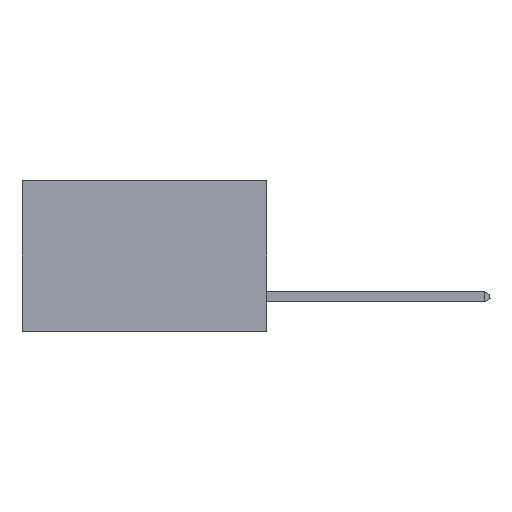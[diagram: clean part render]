
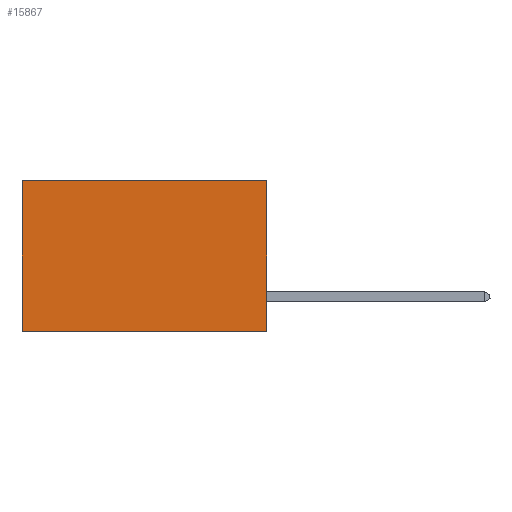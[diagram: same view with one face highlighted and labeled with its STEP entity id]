
A CAD part, left-side view. The second image highlights one B-rep face of the part: STEP entity #15867.
In plain terms, the highlighted planar face has unit normal (-1, 0, 0).
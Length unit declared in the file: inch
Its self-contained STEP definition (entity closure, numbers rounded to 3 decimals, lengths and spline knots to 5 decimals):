
#228 = VECTOR ( 'NONE', #21463, 39.37008 ) ;
#648 = DIRECTION ( 'NONE',  ( 0., 0., -1. ) ) ;
#926 = CARTESIAN_POINT ( 'NONE',  ( 0.2875, 0.6, 0. ) ) ;
#1280 = VERTEX_POINT ( 'NONE', #13285 ) ;
#1611 = EDGE_CURVE ( 'NONE', #1280, #10108, #11280, .T. ) ;
#3120 = PLANE ( 'NONE',  #23366 ) ;
#3165 = ORIENTED_EDGE ( 'NONE', *, *, #13387, .F. ) ;
#5673 = DIRECTION ( 'NONE',  ( 1., 0., 0. ) ) ;
#7094 = EDGE_CURVE ( 'NONE', #21555, #10108, #8722, .T. ) ;
#8271 = CARTESIAN_POINT ( 'NONE',  ( 0.2875, 0., 0. ) ) ;
#8722 = LINE ( 'NONE', #26896, #19527 ) ;
#9065 = CARTESIAN_POINT ( 'NONE',  ( 0.2875, 0., 0. ) ) ;
#9260 = CARTESIAN_POINT ( 'NONE',  ( 0.2875, 0., 0. ) ) ;
#9269 = LINE ( 'NONE', #30311, #22762 ) ;
#9735 = VECTOR ( 'NONE', #14423, 39.37008 ) ;
#10108 = VERTEX_POINT ( 'NONE', #12183 ) ;
#10282 = ORIENTED_EDGE ( 'NONE', *, *, #7094, .T. ) ;
#11280 = LINE ( 'NONE', #21796, #9735 ) ;
#11443 = EDGE_LOOP ( 'NONE', ( #10282, #24833, #3165, #22846 ) ) ;
#12183 = CARTESIAN_POINT ( 'NONE',  ( 0.2875, 0.6, -0.37 ) ) ;
#13285 = CARTESIAN_POINT ( 'NONE',  ( 0.2875, 0., -0.37 ) ) ;
#13387 = EDGE_CURVE ( 'NONE', #25252, #1280, #9269, .T. ) ;
#14423 = DIRECTION ( 'NONE',  ( 0., 1., 0. ) ) ;
#15867 = ADVANCED_FACE ( 'NONE', ( #31935 ), #3120, .F. ) ;
#18731 = LINE ( 'NONE', #9260, #228 ) ;
#19527 = VECTOR ( 'NONE', #28992, 39.37008 ) ;
#21463 = DIRECTION ( 'NONE',  ( 0., 1., 0. ) ) ;
#21555 = VERTEX_POINT ( 'NONE', #926 ) ;
#21796 = CARTESIAN_POINT ( 'NONE',  ( 0.2875, 0., -0.37 ) ) ;
#22762 = VECTOR ( 'NONE', #648, 39.37008 ) ;
#22846 = ORIENTED_EDGE ( 'NONE', *, *, #30624, .T. ) ;
#23366 = AXIS2_PLACEMENT_3D ( 'NONE', #8271, #5673, #25107 ) ;
#24833 = ORIENTED_EDGE ( 'NONE', *, *, #1611, .F. ) ;
#25107 = DIRECTION ( 'NONE',  ( 0., 0., -1. ) ) ;
#25252 = VERTEX_POINT ( 'NONE', #9065 ) ;
#26896 = CARTESIAN_POINT ( 'NONE',  ( 0.2875, 0.6, 0. ) ) ;
#28992 = DIRECTION ( 'NONE',  ( 0., 0., -1. ) ) ;
#30311 = CARTESIAN_POINT ( 'NONE',  ( 0.2875, 0., 0. ) ) ;
#30624 = EDGE_CURVE ( 'NONE', #25252, #21555, #18731, .T. ) ;
#31935 = FACE_OUTER_BOUND ( 'NONE', #11443, .T. ) ;
